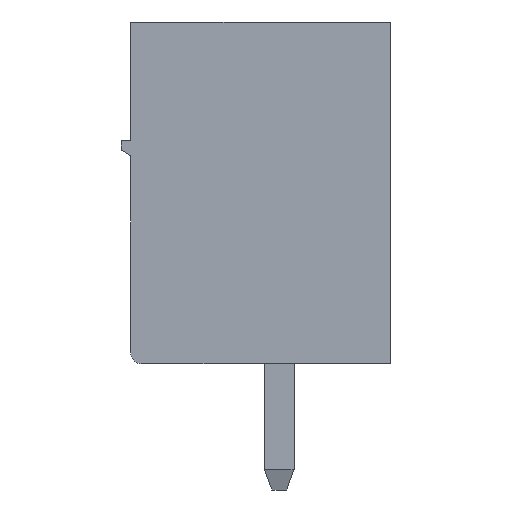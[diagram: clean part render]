
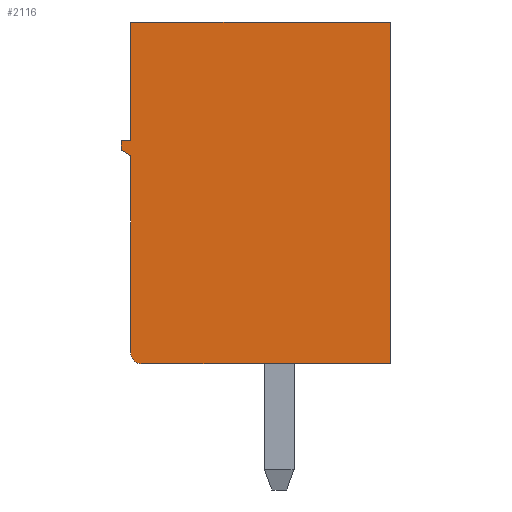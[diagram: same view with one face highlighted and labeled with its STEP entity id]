
A CAD part, left-side view. The second image highlights one B-rep face of the part: STEP entity #2116.
In plain terms, the highlighted planar face has unit normal (-1, 0, 0).
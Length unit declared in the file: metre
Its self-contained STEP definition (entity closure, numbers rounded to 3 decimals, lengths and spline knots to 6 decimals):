
#2116=ADVANCED_FACE('',(#5536),#5537,.T.);
#5536=FACE_OUTER_BOUND('',#10296,.T.);
#5537=PLANE('',#10297);
#10296=EDGE_LOOP('',(#17270,#17271,#17272,#17273,#17274,#17275,#17276,#17277,#17278));
#10297=AXIS2_PLACEMENT_3D('',#17279,#17280,#17281);
#17270=ORIENTED_EDGE('',*,*,#28281,.F.);
#17271=ORIENTED_EDGE('',*,*,#28285,.F.);
#17272=ORIENTED_EDGE('',*,*,#28289,.F.);
#17273=ORIENTED_EDGE('',*,*,#28293,.F.);
#17274=ORIENTED_EDGE('',*,*,#28297,.T.);
#17275=ORIENTED_EDGE('',*,*,#28991,.T.);
#17276=ORIENTED_EDGE('',*,*,#28815,.T.);
#17277=ORIENTED_EDGE('',*,*,#28315,.T.);
#17278=ORIENTED_EDGE('',*,*,#28277,.F.);
#17279=CARTESIAN_POINT('',(-1.087027,0.01036,-0.008267));
#17280=DIRECTION('',(-1.0,0.,0.0));
#17281=DIRECTION('',(0.,-1.0,0.0));
#28277=EDGE_CURVE('',#33775,#33771,#33777,.T.);
#28281=EDGE_CURVE('',#33781,#33775,#33783,.T.);
#28285=EDGE_CURVE('',#33787,#33781,#33789,.T.);
#28289=EDGE_CURVE('',#33793,#33787,#33795,.T.);
#28293=EDGE_CURVE('',#33799,#33793,#33801,.T.);
#28297=EDGE_CURVE('',#33799,#33805,#33807,.T.);
#28315=EDGE_CURVE('',#33838,#33771,#33841,.T.);
#28815=EDGE_CURVE('',#34839,#33838,#34840,.T.);
#28991=EDGE_CURVE('',#33805,#34839,#35143,.T.);
#33771=VERTEX_POINT('',#41782);
#33775=VERTEX_POINT('',#41788);
#33777=LINE('',#41791,#41792);
#33781=VERTEX_POINT('',#41797);
#33783=LINE('',#41800,#41801);
#33787=VERTEX_POINT('',#41806);
#33789=LINE('',#41809,#41810);
#33793=VERTEX_POINT('',#41815);
#33795=LINE('',#41818,#41819);
#33799=VERTEX_POINT('',#41824);
#33801=LINE('',#41827,#41828);
#33805=VERTEX_POINT('',#41832);
#33807=CIRCLE('',#41835,0.0003);
#33838=VERTEX_POINT('',#41879);
#33841=LINE('',#41884,#41885);
#34839=VERTEX_POINT('',#43340);
#34840=LINE('',#43341,#43342);
#35143=LINE('',#43815,#43816);
#41782=CARTESIAN_POINT('',(-1.087027,0.01086,0.000933));
#41788=CARTESIAN_POINT('',(-1.087027,0.01086,-0.002267));
#41791=CARTESIAN_POINT('',(-1.087027,0.01086,-0.008267));
#41792=VECTOR('',#53611,1.0);
#41797=CARTESIAN_POINT('',(-1.087027,0.01111,-0.002267));
#41800=CARTESIAN_POINT('',(-1.087027,0.01036,-0.002267));
#41801=VECTOR('',#53614,1.0);
#41806=CARTESIAN_POINT('',(-1.087027,0.01111,-0.002517));
#41809=CARTESIAN_POINT('',(-1.087027,0.01111,-0.008267));
#41810=VECTOR('',#53617,1.0);
#41815=CARTESIAN_POINT('',(-1.087027,0.01086,-0.002667));
#41818=CARTESIAN_POINT('',(-1.087027,0.008021,-0.00437));
#41819=VECTOR('',#53620,1.0);
#41824=CARTESIAN_POINT('',(-1.087027,0.01086,-0.007967));
#41827=CARTESIAN_POINT('',(-1.087027,0.01086,-0.008267));
#41828=VECTOR('',#53623,1.0);
#41832=CARTESIAN_POINT('',(-1.087027,0.01056,-0.008267));
#41835=AXIS2_PLACEMENT_3D('',#53628,#53629,#53630);
#41879=CARTESIAN_POINT('',(-1.087027,0.00386,0.000933));
#41884=CARTESIAN_POINT('',(-1.087027,0.01036,0.000933));
#41885=VECTOR('',#53649,1.0);
#43340=CARTESIAN_POINT('',(-1.087027,0.00386,-0.008267));
#43341=CARTESIAN_POINT('',(-1.087027,0.00386,-0.008267));
#43342=VECTOR('',#54230,1.0);
#43815=CARTESIAN_POINT('',(-1.087027,0.01036,-0.008267));
#43816=VECTOR('',#54413,1.0);
#53611=DIRECTION('',(0.,0.,1.0));
#53614=DIRECTION('',(0.,-1.0,0.));
#53617=DIRECTION('',(0.,0.,1.0));
#53620=DIRECTION('',(0.,0.857,0.514));
#53623=DIRECTION('',(0.,0.,1.0));
#53628=CARTESIAN_POINT('',(-1.087027,0.01056,-0.007967));
#53629=DIRECTION('',(-1.0,0.,0.0));
#53630=DIRECTION('',(0.,-1.0,0.0));
#53649=DIRECTION('',(0.,1.0,-0.0));
#54230=DIRECTION('',(0.0,0.0,1.0));
#54413=DIRECTION('',(0.,-1.0,0.0));
